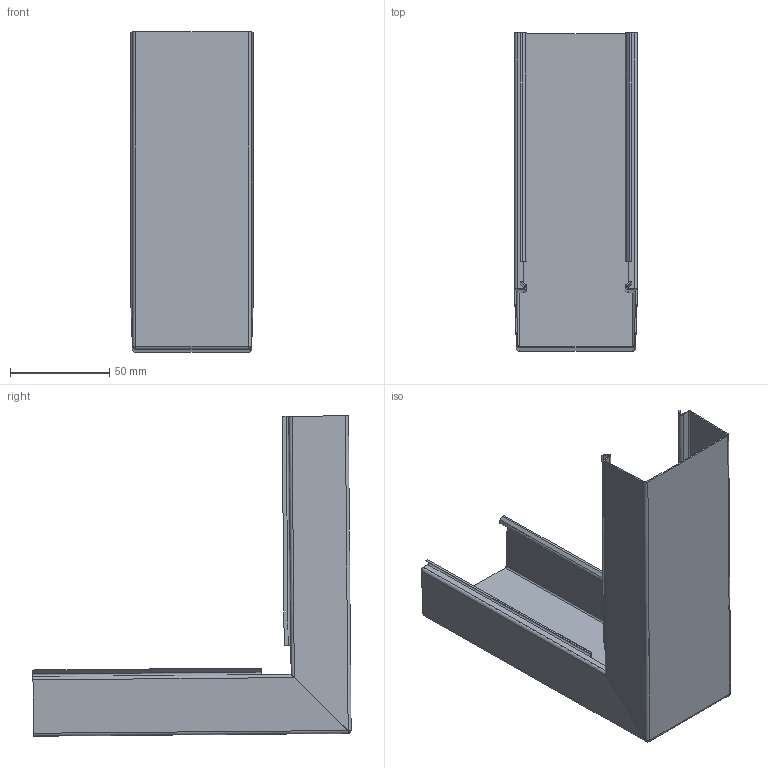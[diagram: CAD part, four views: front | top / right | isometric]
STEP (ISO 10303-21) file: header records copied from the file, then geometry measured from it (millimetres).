
FILE_DESCRIPTION (( 'STEP AP214' ), '1' );
FILE_NAME ('6247660.stp', '2016-08-24T08:38:02', ( '' ), ( '' ), 'SwSTEP 2.0', 'SolidWorks 2014', '' );
FILE_SCHEMA (( 'AUTOMOTIVE_DESIGN' ));
Length unit declared in the file: millimetre
Products named in the file (1): 6247660
Bounding box: 61.93 x 160.39 x 161.51 mm (x, y, z)
Volume: 29994.5 mm3; surface area: 80892.9 mm2
Topology: 1 solids, 1 shells, 110 faces, 289 edges, 181 vertices
Faces by surface type: plane 60, cylinder 26, bspline 24
Entity records: 9963 total; most frequent: CARTESIAN_POINT 6163, ORIENTED_EDGE 578, DIRECTION 483, EDGE_CURVE 289, VECTOR 189, LINE 189, VERTEX_POINT 181, AXIS2_PLACEMENT_3D 147
